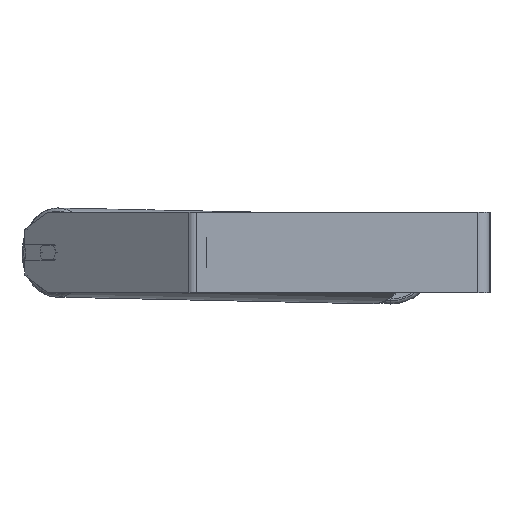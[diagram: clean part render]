
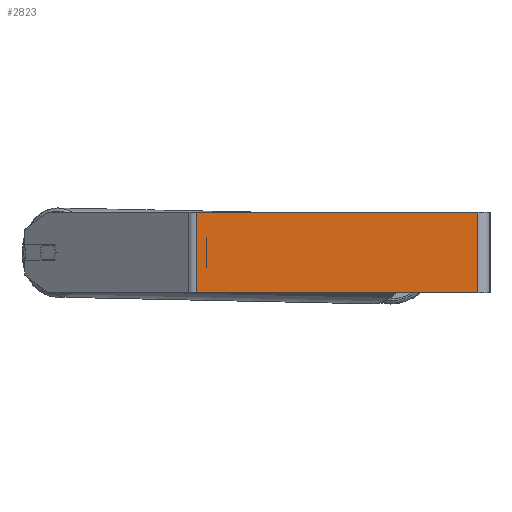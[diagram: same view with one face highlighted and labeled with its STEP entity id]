
A CAD part, left-side view. The second image highlights one B-rep face of the part: STEP entity #2823.
In plain terms, the highlighted planar face has unit normal (-1, 0, 0).
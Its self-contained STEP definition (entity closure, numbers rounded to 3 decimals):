
#108 = ORIENTED_EDGE ( 'NONE', *, *, #4130, .F. ) ;
#121 = CARTESIAN_POINT ( 'NONE',  ( -800., 292.547, 40. ) ) ;
#423 = CARTESIAN_POINT ( 'NONE',  ( -800., 296.914, -40. ) ) ;
#431 = DIRECTION ( 'NONE',  ( 1., 0., 0. ) ) ;
#861 = LINE ( 'NONE', #121, #4052 ) ;
#1191 = VECTOR ( 'NONE', #7147, 1000. ) ;
#1369 = EDGE_CURVE ( 'NONE', #8074, #6236, #6671, .T. ) ;
#2137 = CARTESIAN_POINT ( 'NONE',  ( -800., 12., 40. ) ) ;
#2186 = ORIENTED_EDGE ( 'NONE', *, *, #1369, .F. ) ;
#2459 = VERTEX_POINT ( 'NONE', #7916 ) ;
#2758 = VERTEX_POINT ( 'NONE', #3614 ) ;
#2823 = ADVANCED_FACE ( 'NONE', ( #7865 ), #3295, .F. ) ;
#3166 = CARTESIAN_POINT ( 'NONE',  ( -800., 296.914, 40. ) ) ;
#3268 = EDGE_CURVE ( 'NONE', #2758, #2459, #5810, .T. ) ;
#3295 = PLANE ( 'NONE',  #6555 ) ;
#3432 = DIRECTION ( 'NONE',  ( 0., 0., -1. ) ) ;
#3614 = CARTESIAN_POINT ( 'NONE',  ( -800., 292.547, -40. ) ) ;
#3928 = ORIENTED_EDGE ( 'NONE', *, *, #7571, .T. ) ;
#4039 = ORIENTED_EDGE ( 'NONE', *, *, #3268, .T. ) ;
#4052 = VECTOR ( 'NONE', #6216, 1000. ) ;
#4130 = EDGE_CURVE ( 'NONE', #6236, #2459, #8214, .T. ) ;
#4690 = VECTOR ( 'NONE', #8670, 1000. ) ;
#5591 = CARTESIAN_POINT ( 'NONE',  ( -800., 292.547, 40. ) ) ;
#5810 = LINE ( 'NONE', #423, #1191 ) ;
#5816 = CARTESIAN_POINT ( 'NONE',  ( -800., 12., 40. ) ) ;
#5947 = DIRECTION ( 'NONE',  ( 0., 0., -1. ) ) ;
#6216 = DIRECTION ( 'NONE',  ( 0., 0., -1. ) ) ;
#6236 = VERTEX_POINT ( 'NONE', #5816 ) ;
#6555 = AXIS2_PLACEMENT_3D ( 'NONE', #3166, #431, #5947 ) ;
#6671 = LINE ( 'NONE', #6761, #4690 ) ;
#6761 = CARTESIAN_POINT ( 'NONE',  ( -800., 296.914, 40. ) ) ;
#7147 = DIRECTION ( 'NONE',  ( 0., -1., 0. ) ) ;
#7254 = VECTOR ( 'NONE', #3432, 1000. ) ;
#7571 = EDGE_CURVE ( 'NONE', #8074, #2758, #861, .T. ) ;
#7865 = FACE_OUTER_BOUND ( 'NONE', #8072, .T. ) ;
#7916 = CARTESIAN_POINT ( 'NONE',  ( -800., 12., -40. ) ) ;
#8072 = EDGE_LOOP ( 'NONE', ( #4039, #108, #2186, #3928 ) ) ;
#8074 = VERTEX_POINT ( 'NONE', #5591 ) ;
#8214 = LINE ( 'NONE', #2137, #7254 ) ;
#8670 = DIRECTION ( 'NONE',  ( 0., -1., 0. ) ) ;
